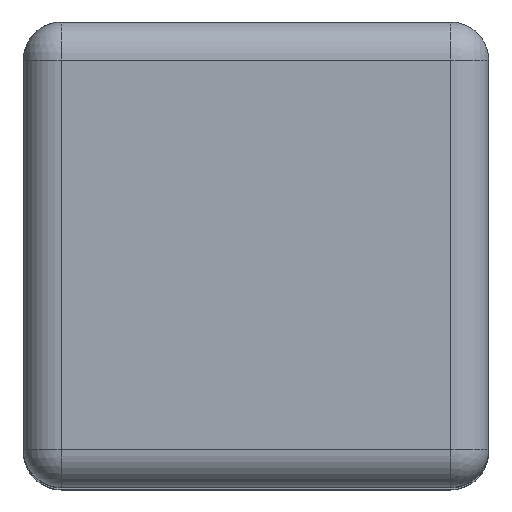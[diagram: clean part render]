
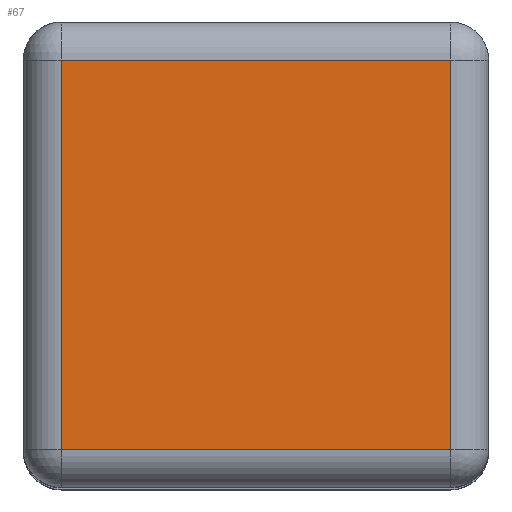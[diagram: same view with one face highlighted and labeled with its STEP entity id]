
A CAD part, top view. The second image highlights one B-rep face of the part: STEP entity #67.
In plain terms, the highlighted planar face has unit normal (0, 0, 1).
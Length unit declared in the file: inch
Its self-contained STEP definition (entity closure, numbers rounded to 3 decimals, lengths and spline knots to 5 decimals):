
#1 = CARTESIAN_POINT ( 'NONE',  ( 0.001, 0.001, 0.329 ) ) ;
#4 = ORIENTED_EDGE ( 'NONE', *, *, #675, .T. ) ;
#67 = ADVANCED_FACE ( 'NONE', ( #329 ), #440, .T. ) ;
#103 = AXIS2_PLACEMENT_3D ( 'NONE', #699, #799, #1056 ) ;
#114 = EDGE_CURVE ( 'NONE', #902, #1020, #1014, .T. ) ;
#124 = LINE ( 'NONE', #735, #834 ) ;
#132 = EDGE_CURVE ( 'NONE', #256, #902, #124, .T. ) ;
#255 = DIRECTION ( 'NONE',  ( -1., 0., 0. ) ) ;
#256 = VERTEX_POINT ( 'NONE', #1 ) ;
#329 = FACE_OUTER_BOUND ( 'NONE', #607, .T. ) ;
#332 = CARTESIAN_POINT ( 'NONE',  ( -0.009, 0.103, 0.329 ) ) ;
#338 = ORIENTED_EDGE ( 'NONE', *, *, #478, .T. ) ;
#394 = VECTOR ( 'NONE', #255, 39.37008 ) ;
#440 = PLANE ( 'NONE',  #103 ) ;
#478 = EDGE_CURVE ( 'NONE', #1167, #256, #1144, .T. ) ;
#514 = ORIENTED_EDGE ( 'NONE', *, *, #114, .T. ) ;
#533 = CARTESIAN_POINT ( 'NONE',  ( 0.103, 0.103, 0.329 ) ) ;
#553 = DIRECTION ( 'NONE',  ( 1., 0., 0. ) ) ;
#607 = EDGE_LOOP ( 'NONE', ( #627, #514, #4, #338 ) ) ;
#627 = ORIENTED_EDGE ( 'NONE', *, *, #132, .T. ) ;
#675 = EDGE_CURVE ( 'NONE', #1020, #1167, #772, .T. ) ;
#699 = CARTESIAN_POINT ( 'NONE',  ( 0., 0., 0.329 ) ) ;
#730 = DIRECTION ( 'NONE',  ( 0., 1., 0. ) ) ;
#735 = CARTESIAN_POINT ( 'NONE',  ( 0.113, 0.001, 0.329 ) ) ;
#746 = CARTESIAN_POINT ( 'NONE',  ( 0.001, 0.103, 0.329 ) ) ;
#758 = CARTESIAN_POINT ( 'NONE',  ( 0.001, -0.009, 0.329 ) ) ;
#772 = LINE ( 'NONE', #332, #394 ) ;
#799 = DIRECTION ( 'NONE',  ( 0., 0., 1. ) ) ;
#825 = CARTESIAN_POINT ( 'NONE',  ( 0.103, 0.113, 0.329 ) ) ;
#834 = VECTOR ( 'NONE', #553, 39.37008 ) ;
#861 = DIRECTION ( 'NONE',  ( 0., -1., 0. ) ) ;
#902 = VERTEX_POINT ( 'NONE', #908 ) ;
#908 = CARTESIAN_POINT ( 'NONE',  ( 0.103, 0.001, 0.329 ) ) ;
#1014 = LINE ( 'NONE', #825, #1044 ) ;
#1020 = VERTEX_POINT ( 'NONE', #533 ) ;
#1044 = VECTOR ( 'NONE', #730, 39.37008 ) ;
#1056 = DIRECTION ( 'NONE',  ( 1., 0., 0. ) ) ;
#1096 = VECTOR ( 'NONE', #861, 39.37008 ) ;
#1144 = LINE ( 'NONE', #758, #1096 ) ;
#1167 = VERTEX_POINT ( 'NONE', #746 ) ;
